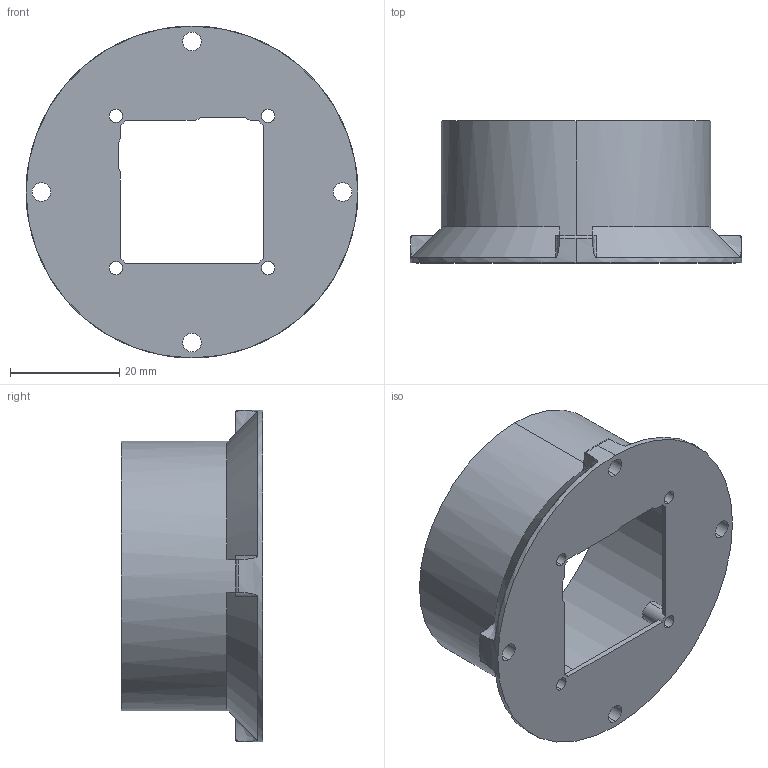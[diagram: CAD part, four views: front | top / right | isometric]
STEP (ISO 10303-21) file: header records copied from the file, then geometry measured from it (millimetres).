
FILE_DESCRIPTION (( 'STEP AP203' ), '1' );
FILE_NAME ('01_camera_mount_v2.step', '2020-08-13T11:36:44', ( '' ), ( '' ), 'SwSTEP 2.0', 'SolidWorks 2020', '' );
FILE_SCHEMA (( 'CONFIG_CONTROL_DESIGN' ));
Length unit declared in the file: millimetre
Products named in the file (1): 01_camera_mount_v2
Bounding box: 60.81 x 26 x 60.81 mm (x, y, z)
Volume: 10540 mm3; surface area: 12348.4 mm2
Topology: 1 solids, 1 shells, 81 faces, 234 edges, 156 vertices
Faces by surface type: cylinder 34, plane 31, bspline 8, cone 4, torus 4
Entity records: 3469 total; most frequent: CARTESIAN_POINT 1240, ORIENTED_EDGE 468, DIRECTION 442, EDGE_CURVE 234, AXIS2_PLACEMENT_3D 182, VERTEX_POINT 156, CIRCLE 108, EDGE_LOOP 100
